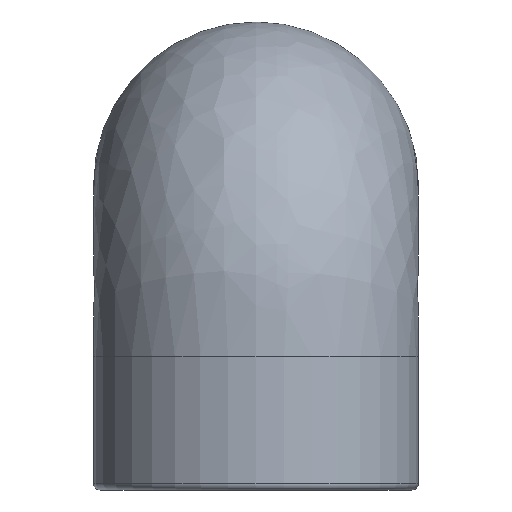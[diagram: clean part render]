
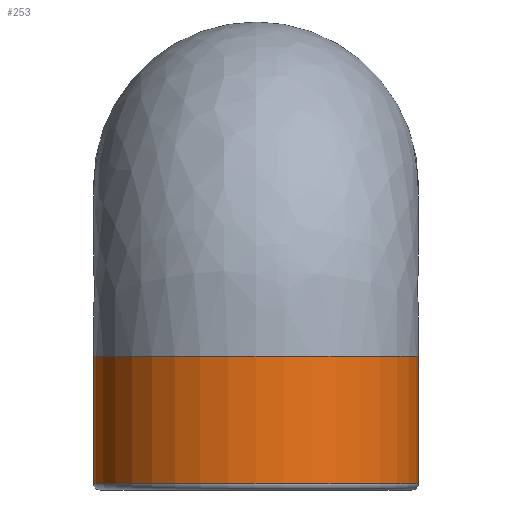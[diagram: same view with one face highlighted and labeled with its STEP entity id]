
A CAD part, front view. The second image highlights one B-rep face of the part: STEP entity #253.
In plain terms, the highlighted cylindrical face has radius 38 mm (diameter 76 mm), a full revolution.
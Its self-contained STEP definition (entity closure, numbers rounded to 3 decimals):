
#24=CYLINDRICAL_SURFACE($,#282,38.);
#34=FACE_BOUND($,#64,.T.);
#48=FACE_OUTER_BOUND($,#63,.T.);
#63=EDGE_LOOP($,(#193,#194,#195,#196,#197,#198,#199));
#64=EDGE_LOOP($,(#200));
#91=CIRCLE($,#280,38.);
#93=CIRCLE($,#283,38.);
#94=CIRCLE($,#284,38.);
#95=CIRCLE($,#285,38.);
#96=CIRCLE($,#286,38.);
#97=CIRCLE($,#287,38.);
#98=CIRCLE($,#288,38.);
#99=CIRCLE($,#289,38.);
#123=VERTEX_POINT($,#425);
#125=VERTEX_POINT($,#430);
#126=VERTEX_POINT($,#431);
#127=VERTEX_POINT($,#433);
#128=VERTEX_POINT($,#435);
#129=VERTEX_POINT($,#437);
#130=VERTEX_POINT($,#439);
#131=VERTEX_POINT($,#441);
#155=EDGE_CURVE($,#123,#123,#91,.T.);
#157=EDGE_CURVE($,#125,#126,#93,.T.);
#158=EDGE_CURVE($,#127,#125,#94,.T.);
#159=EDGE_CURVE($,#128,#127,#95,.T.);
#160=EDGE_CURVE($,#129,#128,#96,.T.);
#161=EDGE_CURVE($,#130,#129,#97,.T.);
#162=EDGE_CURVE($,#131,#130,#98,.T.);
#163=EDGE_CURVE($,#126,#131,#99,.T.);
#193=ORIENTED_EDGE($,*,*,#157,.F.);
#194=ORIENTED_EDGE($,*,*,#158,.F.);
#195=ORIENTED_EDGE($,*,*,#159,.F.);
#196=ORIENTED_EDGE($,*,*,#160,.F.);
#197=ORIENTED_EDGE($,*,*,#161,.F.);
#198=ORIENTED_EDGE($,*,*,#162,.F.);
#199=ORIENTED_EDGE($,*,*,#163,.F.);
#200=ORIENTED_EDGE($,*,*,#155,.F.);
#253=ADVANCED_FACE($,(#48,#34),#24,.T.);
#280=AXIS2_PLACEMENT_3D($,#426,#340,#341);
#282=AXIS2_PLACEMENT_3D($,#429,#344,#345);
#283=AXIS2_PLACEMENT_3D($,#432,#346,#347);
#284=AXIS2_PLACEMENT_3D($,#434,#348,#349);
#285=AXIS2_PLACEMENT_3D($,#436,#350,#351);
#286=AXIS2_PLACEMENT_3D($,#438,#352,#353);
#287=AXIS2_PLACEMENT_3D($,#440,#354,#355);
#288=AXIS2_PLACEMENT_3D($,#442,#356,#357);
#289=AXIS2_PLACEMENT_3D($,#443,#358,#359);
#340=DIRECTION('center_axis',(0.,0.,-1.));
#341=DIRECTION('ref_axis',(-1.,0.,0.));
#344=DIRECTION('center_axis',(0.,0.,1.));
#345=DIRECTION('ref_axis',(-1.,0.,0.));
#346=DIRECTION('center_axis',(0.,0.,1.));
#347=DIRECTION('ref_axis',(-1.,0.,0.));
#348=DIRECTION('center_axis',(0.,0.,1.));
#349=DIRECTION('ref_axis',(-1.,0.,0.));
#350=DIRECTION('center_axis',(0.,0.,1.));
#351=DIRECTION('ref_axis',(-1.,0.,0.));
#352=DIRECTION('center_axis',(0.,0.,1.));
#353=DIRECTION('ref_axis',(-1.,0.,0.));
#354=DIRECTION('center_axis',(0.,0.,1.));
#355=DIRECTION('ref_axis',(-1.,0.,0.));
#356=DIRECTION('center_axis',(0.,0.,1.));
#357=DIRECTION('ref_axis',(-1.,0.,0.));
#358=DIRECTION('center_axis',(0.,0.,1.));
#359=DIRECTION('ref_axis',(-1.,0.,0.));
#425=CARTESIAN_POINT('',(38.,0.,1.5));
#426=CARTESIAN_POINT('Origin',(0.,0.,1.5));
#429=CARTESIAN_POINT('Origin',(0.,0.,0.));
#430=CARTESIAN_POINT('',(38.,0.,31.3));
#431=CARTESIAN_POINT('',(34.363,16.223,31.3));
#432=CARTESIAN_POINT('Origin',(0.,0.,31.3));
#433=CARTESIAN_POINT('',(0.,-38.,31.3));
#434=CARTESIAN_POINT('Origin',(0.,0.,31.3));
#435=CARTESIAN_POINT('',(-38.,0.,31.3));
#436=CARTESIAN_POINT('Origin',(0.,0.,31.3));
#437=CARTESIAN_POINT('',(-34.363,16.223,31.3));
#438=CARTESIAN_POINT('Origin',(0.,0.,31.3));
#439=CARTESIAN_POINT('',(-27.655,26.062,31.3));
#440=CARTESIAN_POINT('Origin',(0.,0.,31.3));
#441=CARTESIAN_POINT('',(27.655,26.062,31.3));
#442=CARTESIAN_POINT('Origin',(0.,0.,31.3));
#443=CARTESIAN_POINT('Origin',(0.,0.,31.3));
